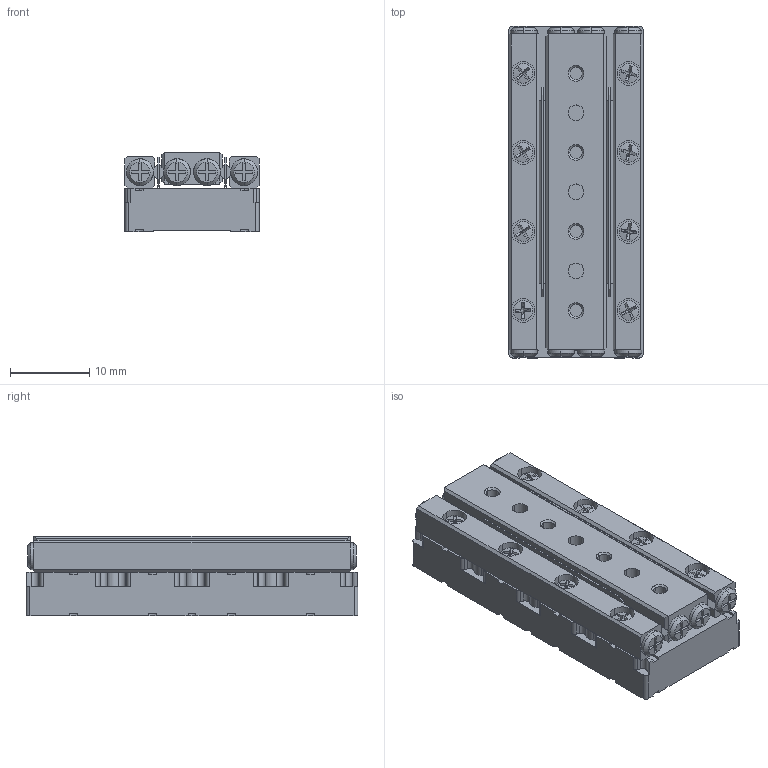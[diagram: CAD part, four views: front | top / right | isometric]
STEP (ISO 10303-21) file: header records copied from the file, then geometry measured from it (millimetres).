
FILE_DESCRIPTION (( 'STEP AP214' ), '1' );
FILE_NAME ('YZL-1740 馨譙眻盄萇儂.STEP', '2026-03-27T06:02:51', ( '' ), ( '' ), 'SwSTEP 2.0', 'SolidWorks 2022', '' );
FILE_SCHEMA (( 'AUTOMOTIVE_DESIGN' ));
Length unit declared in the file: millimetre
Products named in the file (1): YZL-1740 纳米直线电机
Bounding box: 17 x 42 x 10 mm (x, y, z)
Volume: 6129.5 mm3; surface area: 5885 mm2
Topology: 14 solids, 14 shells, 886 faces, 2184 edges, 1358 vertices
Faces by surface type: plane 452, cylinder 258, cone 152, torus 16, sphere 8
Entity records: 36027 total; most frequent: DIRECTION 4756, CARTESIAN_POINT 4445, ORIENTED_EDGE 4368, EDGE_CURVE 2184, AXIS2_PLACEMENT_3D 1701, VERTEX_POINT 1358, LINE 1354, VECTOR 1354
